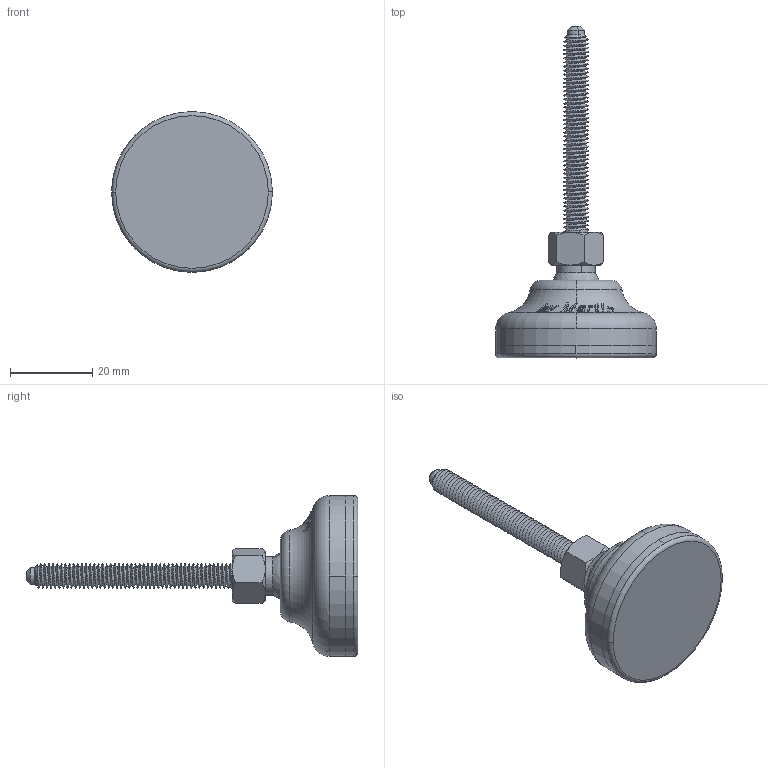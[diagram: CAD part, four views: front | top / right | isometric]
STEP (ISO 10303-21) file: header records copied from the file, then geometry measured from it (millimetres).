
FILE_DESCRIPTION(('STEP AP242'),'1');
FILE_NAME('10003_6.stp','2025-03-13T14:26:18',('TraceParts'),('TraceParts S.A.'),'Spatial InterOp 3D',' ',' ');
FILE_SCHEMA(('AP242_MANAGED_MODEL_BASED_3D_ENGINEERING_MIM_LF {1 0 10303 442 1 1 4}'));
Length unit declared in the file: millimetre
Products named in the file (1): 10003_6_1
Bounding box: 39 x 80.47 x 39 mm (x, y, z)
Volume: 17381.4 mm3; surface area: 10480.1 mm2
Topology: 3 solids, 3 shells, 246 faces, 656 edges, 425 vertices
Faces by surface type: plane 106, cylinder 73, torus 36, cone 17, sphere 12, bspline 2
Entity records: 13348 total; most frequent: CARTESIAN_POINT 7600, ORIENTED_EDGE 1296, DIRECTION 1004, EDGE_CURVE 648, VERTEX_POINT 425, AXIS2_PLACEMENT_3D 403, B_SPLINE_CURVE_WITH_KNOTS 270, EDGE_LOOP 263
